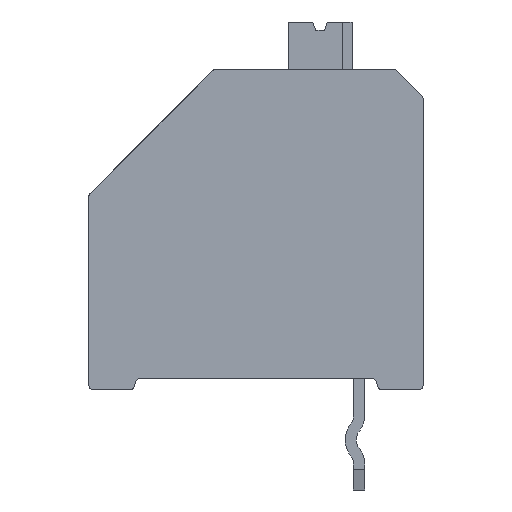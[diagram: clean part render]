
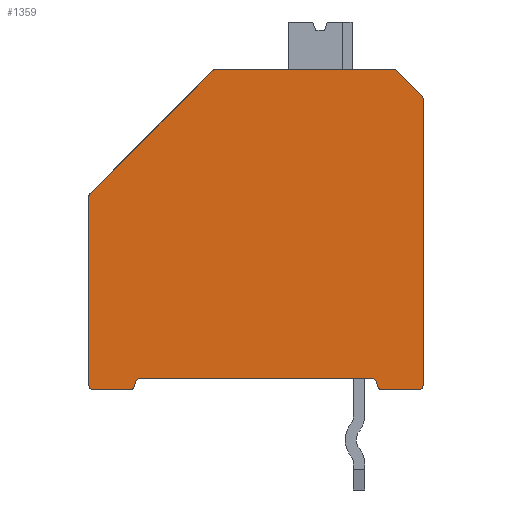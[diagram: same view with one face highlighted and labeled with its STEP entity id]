
A CAD part, front view. The second image highlights one B-rep face of the part: STEP entity #1359.
In plain terms, the highlighted planar face has unit normal (0, -1, 0).
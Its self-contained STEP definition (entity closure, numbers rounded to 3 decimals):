
#1359 = ADVANCED_FACE( '', ( #3114 ), #3115, .T. );
#3114 = FACE_OUTER_BOUND( '', #5370, .T. );
#3115 = PLANE( '', #5371 );
#5370 = EDGE_LOOP( '', ( #8729, #8730, #8731, #8732, #8733, #8734, #8735, #8736, #8737, #8738, #8739, #8740, #8741, #8742, #8743, #8744, #8745, #8746, #8747, #8748 ) );
#5371 = AXIS2_PLACEMENT_3D( '', #8749, #8750, #8751 );
#8729 = ORIENTED_EDGE( '', *, *, #14133, .F. );
#8730 = ORIENTED_EDGE( '', *, *, #15073, .T. );
#8731 = ORIENTED_EDGE( '', *, *, #15074, .F. );
#8732 = ORIENTED_EDGE( '', *, *, #14193, .T. );
#8733 = ORIENTED_EDGE( '', *, *, #15075, .F. );
#8734 = ORIENTED_EDGE( '', *, *, #15076, .T. );
#8735 = ORIENTED_EDGE( '', *, *, #15077, .T. );
#8736 = ORIENTED_EDGE( '', *, *, #15078, .T. );
#8737 = ORIENTED_EDGE( '', *, *, #14941, .F. );
#8738 = ORIENTED_EDGE( '', *, *, #15079, .T. );
#8739 = ORIENTED_EDGE( '', *, *, #15080, .T. );
#8740 = ORIENTED_EDGE( '', *, *, #15081, .F. );
#8741 = ORIENTED_EDGE( '', *, *, #15082, .T. );
#8742 = ORIENTED_EDGE( '', *, *, #15083, .F. );
#8743 = ORIENTED_EDGE( '', *, *, #15084, .T. );
#8744 = ORIENTED_EDGE( '', *, *, #15085, .T. );
#8745 = ORIENTED_EDGE( '', *, *, #15086, .F. );
#8746 = ORIENTED_EDGE( '', *, *, #15087, .T. );
#8747 = ORIENTED_EDGE( '', *, *, #15088, .T. );
#8748 = ORIENTED_EDGE( '', *, *, #15006, .T. );
#8749 = CARTESIAN_POINT( '', ( 0., -40., 0. ) );
#8750 = DIRECTION( '', ( 0., -1., 0. ) );
#8751 = DIRECTION( '', ( 0., 0., -1. ) );
#14133 = EDGE_CURVE( '', #16964, #16959, #16966, .T. );
#14193 = EDGE_CURVE( '', #17074, #17072, #17075, .T. );
#14941 = EDGE_CURVE( '', #18367, #18363, #18369, .T. );
#15006 = EDGE_CURVE( '', #18473, #16959, #18477, .T. );
#15073 = EDGE_CURVE( '', #16964, #18582, #18583, .T. );
#15074 = EDGE_CURVE( '', #17074, #18582, #18584, .T. );
#15075 = EDGE_CURVE( '', #18585, #17072, #18586, .T. );
#15076 = EDGE_CURVE( '', #18585, #18587, #18588, .T. );
#15077 = EDGE_CURVE( '', #18587, #18589, #18590, .T. );
#15078 = EDGE_CURVE( '', #18589, #18363, #18591, .T. );
#15079 = EDGE_CURVE( '', #18367, #18592, #18593, .T. );
#15080 = EDGE_CURVE( '', #18592, #18594, #18595, .T. );
#15081 = EDGE_CURVE( '', #18596, #18594, #18597, .T. );
#15082 = EDGE_CURVE( '', #18596, #18598, #18599, .T. );
#15083 = EDGE_CURVE( '', #18600, #18598, #18601, .T. );
#15084 = EDGE_CURVE( '', #18600, #18602, #18603, .T. );
#15085 = EDGE_CURVE( '', #18602, #18604, #18605, .T. );
#15086 = EDGE_CURVE( '', #18606, #18604, #18607, .T. );
#15087 = EDGE_CURVE( '', #18606, #18608, #18609, .T. );
#15088 = EDGE_CURVE( '', #18608, #18473, #18610, .T. );
#16959 = VERTEX_POINT( '', #21111 );
#16964 = VERTEX_POINT( '', #21118 );
#16966 = LINE( '', #21121, #21122 );
#17072 = VERTEX_POINT( '', #21268 );
#17074 = VERTEX_POINT( '', #21271 );
#17075 = CIRCLE( '', #21272, 0.17 );
#18363 = VERTEX_POINT( '', #23084 );
#18367 = VERTEX_POINT( '', #23090 );
#18369 = LINE( '', #23093, #23094 );
#18473 = VERTEX_POINT( '', #23261 );
#18477 = CIRCLE( '', #23266, 0.17 );
#18582 = VERTEX_POINT( '', #23414 );
#18583 = CIRCLE( '', #23415, 0.17 );
#18584 = LINE( '', #23416, #23417 );
#18585 = VERTEX_POINT( '', #23418 );
#18586 = LINE( '', #23419, #23420 );
#18587 = VERTEX_POINT( '', #23421 );
#18588 = CIRCLE( '', #23422, 0.17 );
#18589 = VERTEX_POINT( '', #23423 );
#18590 = LINE( '', #23424, #23425 );
#18591 = CIRCLE( '', #23426, 0.17 );
#18592 = VERTEX_POINT( '', #23427 );
#18593 = CIRCLE( '', #23428, 0.17 );
#18594 = VERTEX_POINT( '', #23429 );
#18595 = LINE( '', #23430, #23431 );
#18596 = VERTEX_POINT( '', #23432 );
#18597 = CIRCLE( '', #23433, 0.17 );
#18598 = VERTEX_POINT( '', #23434 );
#18599 = LINE( '', #23435, #23436 );
#18600 = VERTEX_POINT( '', #23437 );
#18601 = CIRCLE( '', #23438, 0.17 );
#18602 = VERTEX_POINT( '', #23439 );
#18603 = LINE( '', #23440, #23441 );
#18604 = VERTEX_POINT( '', #23442 );
#18605 = CIRCLE( '', #23443, 0.17 );
#18606 = VERTEX_POINT( '', #23444 );
#18607 = LINE( '', #23445, #23446 );
#18608 = VERTEX_POINT( '', #23447 );
#18609 = CIRCLE( '', #23448, 0.17 );
#18610 = LINE( '', #23449, #23450 );
#21111 = CARTESIAN_POINT( '', ( 11.95, -40., 10.38 ) );
#21118 = CARTESIAN_POINT( '', ( 11.05, -40., 11.28 ) );
#21121 = CARTESIAN_POINT( '', ( 11.5, -40., 10.83 ) );
#21122 = VECTOR( '', #26819, 1000. );
#21268 = CARTESIAN_POINT( '', ( 4.45, -40., 11.28 ) );
#21271 = CARTESIAN_POINT( '', ( 4.57, -40., 11.33 ) );
#21272 = AXIS2_PLACEMENT_3D( '', #26879, #26880, #26881 );
#23084 = CARTESIAN_POINT( '', ( 0.17, -40., -0.17 ) );
#23090 = CARTESIAN_POINT( '', ( 1.47, -40., -0.17 ) );
#23093 = CARTESIAN_POINT( '', ( 6., -40., -0.17 ) );
#23094 = VECTOR( '', #27802, 1000. );
#23261 = CARTESIAN_POINT( '', ( 12., -40., 10.26 ) );
#23266 = AXIS2_PLACEMENT_3D( '', #27867, #27868, #27869 );
#23414 = CARTESIAN_POINT( '', ( 10.93, -40., 11.33 ) );
#23415 = AXIS2_PLACEMENT_3D( '', #27934, #27935, #27936 );
#23416 = CARTESIAN_POINT( '', ( 4.5, -40., 11.33 ) );
#23417 = VECTOR( '', #27937, 1000. );
#23418 = CARTESIAN_POINT( '', ( 0.05, -40., 6.88 ) );
#23419 = CARTESIAN_POINT( '', ( 1.847, -40., 8.677 ) );
#23420 = VECTOR( '', #27938, 1000. );
#23421 = CARTESIAN_POINT( '', ( 0., -40., 6.76 ) );
#23422 = AXIS2_PLACEMENT_3D( '', #27939, #27940, #27941 );
#23423 = CARTESIAN_POINT( '', ( 0., -40., 0. ) );
#23424 = CARTESIAN_POINT( '', ( 0., -40., 13.03 ) );
#23425 = VECTOR( '', #27942, 1000. );
#23426 = AXIS2_PLACEMENT_3D( '', #27943, #27944, #27945 );
#23427 = CARTESIAN_POINT( '', ( 1.634, -40., -0.044 ) );
#23428 = AXIS2_PLACEMENT_3D( '', #27946, #27947, #27948 );
#23429 = CARTESIAN_POINT( '', ( 1.673, -40., 0.104 ) );
#23430 = CARTESIAN_POINT( '', ( 1.707, -40., 0.23 ) );
#23431 = VECTOR( '', #27949, 1000. );
#23432 = CARTESIAN_POINT( '', ( 1.838, -40., 0.23 ) );
#23433 = AXIS2_PLACEMENT_3D( '', #27950, #27951, #27952 );
#23434 = CARTESIAN_POINT( '', ( 10.162, -40., 0.23 ) );
#23435 = CARTESIAN_POINT( '', ( 8.312, -40., 0.23 ) );
#23436 = VECTOR( '', #27953, 1000. );
#23437 = CARTESIAN_POINT( '', ( 10.327, -40., 0.104 ) );
#23438 = AXIS2_PLACEMENT_3D( '', #27954, #27955, #27956 );
#23439 = CARTESIAN_POINT( '', ( 10.366, -40., -0.044 ) );
#23440 = CARTESIAN_POINT( '', ( 10.774, -40., -1.566 ) );
#23441 = VECTOR( '', #27957, 1000. );
#23442 = CARTESIAN_POINT( '', ( 10.53, -40., -0.17 ) );
#23443 = AXIS2_PLACEMENT_3D( '', #27958, #27959, #27960 );
#23444 = CARTESIAN_POINT( '', ( 11.83, -40., -0.17 ) );
#23445 = CARTESIAN_POINT( '', ( 6., -40., -0.17 ) );
#23446 = VECTOR( '', #27961, 1000. );
#23447 = CARTESIAN_POINT( '', ( 12., -40., 0. ) );
#23448 = AXIS2_PLACEMENT_3D( '', #27962, #27963, #27964 );
#23449 = CARTESIAN_POINT( '', ( 12., -40., -3.77 ) );
#23450 = VECTOR( '', #27965, 1000. );
#26819 = DIRECTION( '', ( 0.707, 0., -0.707 ) );
#26879 = CARTESIAN_POINT( '', ( 4.57, -40., 11.16 ) );
#26880 = DIRECTION( '', ( 0., -1., 0. ) );
#26881 = DIRECTION( '', ( 0., 0., -1. ) );
#27802 = DIRECTION( '', ( -1., 0., 0. ) );
#27867 = CARTESIAN_POINT( '', ( 11.83, -40., 10.26 ) );
#27868 = DIRECTION( '', ( 0., -1., 0. ) );
#27869 = DIRECTION( '', ( 0., 0., -1. ) );
#27934 = CARTESIAN_POINT( '', ( 10.93, -40., 11.16 ) );
#27935 = DIRECTION( '', ( 0., -1., 0. ) );
#27936 = DIRECTION( '', ( 0., 0., -1. ) );
#27937 = DIRECTION( '', ( 1., 0., 0. ) );
#27938 = DIRECTION( '', ( 0.707, 0., 0.707 ) );
#27939 = CARTESIAN_POINT( '', ( 0.17, -40., 6.76 ) );
#27940 = DIRECTION( '', ( 0., -1., 0. ) );
#27941 = DIRECTION( '', ( 0., 0., -1. ) );
#27942 = DIRECTION( '', ( 0., 0., -1. ) );
#27943 = CARTESIAN_POINT( '', ( 0.17, -40., 0. ) );
#27944 = DIRECTION( '', ( 0., -1., 0. ) );
#27945 = DIRECTION( '', ( 0., 0., -1. ) );
#27946 = CARTESIAN_POINT( '', ( 1.47, -40., 0. ) );
#27947 = DIRECTION( '', ( 0., -1., 0. ) );
#27948 = DIRECTION( '', ( 0., 0., -1. ) );
#27949 = DIRECTION( '', ( 0.259, 0., 0.966 ) );
#27950 = CARTESIAN_POINT( '', ( 1.838, -40., 0.06 ) );
#27951 = DIRECTION( '', ( 0., -1., 0. ) );
#27952 = DIRECTION( '', ( 0., 0., -1. ) );
#27953 = DIRECTION( '', ( 1., 0., 0. ) );
#27954 = CARTESIAN_POINT( '', ( 10.162, -40., 0.06 ) );
#27955 = DIRECTION( '', ( 0., -1., 0. ) );
#27956 = DIRECTION( '', ( 0., 0., -1. ) );
#27957 = DIRECTION( '', ( 0.259, 0., -0.966 ) );
#27958 = CARTESIAN_POINT( '', ( 10.53, -40., 0. ) );
#27959 = DIRECTION( '', ( 0., -1., 0. ) );
#27960 = DIRECTION( '', ( 0., 0., -1. ) );
#27961 = DIRECTION( '', ( -1., 0., 0. ) );
#27962 = CARTESIAN_POINT( '', ( 11.83, -40., 0. ) );
#27963 = DIRECTION( '', ( 0., -1., 0. ) );
#27964 = DIRECTION( '', ( 0., 0., -1. ) );
#27965 = DIRECTION( '', ( 0., 0., 1. ) );
